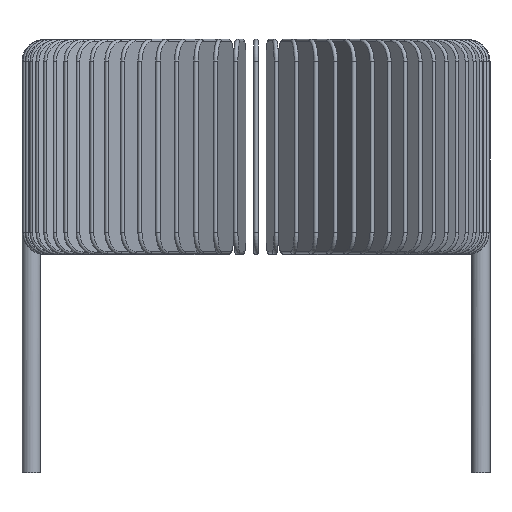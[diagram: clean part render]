
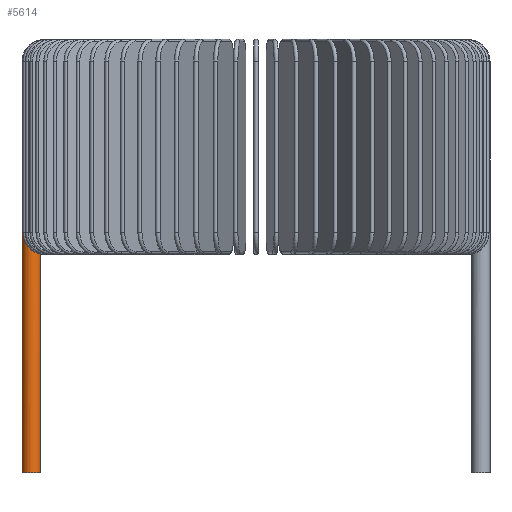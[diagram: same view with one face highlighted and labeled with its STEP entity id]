
A CAD part, top view. The second image highlights one B-rep face of the part: STEP entity #5614.
In plain terms, the highlighted cylindrical face has radius 0.533 mm (diameter 1.067 mm), a partial arc.
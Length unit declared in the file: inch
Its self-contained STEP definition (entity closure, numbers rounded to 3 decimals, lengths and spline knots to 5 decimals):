
#5365=DIRECTION('',(0.,-1.,0.));
#5366=VECTOR('',#5365,0.562);
#5367=CARTESIAN_POINT('',(-0.536,0.062,0.));
#5368=LINE('',#5367,#5366);
#5409=DIRECTION('',(0.,1.,0.));
#5410=VECTOR('',#5409,0.05617);
#5411=CARTESIAN_POINT('',(-0.4946,0.00583,0.005));
#5412=LINE('',#5411,#5410);
#5413=CARTESIAN_POINT('',(-0.515,0.062,0.));
#5414=DIRECTION('',(0.,1.,0.));
#5415=DIRECTION('',(-1.,0.,0.));
#5416=AXIS2_PLACEMENT_3D('',#5413,#5414,#5415);
#5482=DIRECTION('',(0.,-1.,0.));
#5483=VECTOR('',#5482,0.50064);
#5484=CARTESIAN_POINT('',(-0.494,0.00064,0.));
#5485=LINE('',#5484,#5483);
#5491=CARTESIAN_POINT('',(-0.515,-0.5,0.));
#5492=DIRECTION('',(0.,1.,0.));
#5493=DIRECTION('',(-1.,0.,0.));
#5494=AXIS2_PLACEMENT_3D('',#5491,#5492,#5493);
#5506=CARTESIAN_POINT('',(-0.494,0.00064,0.));
#5507=CARTESIAN_POINT('',(-0.494,0.00064,0.00041));
#5508=CARTESIAN_POINT('',(-0.49402,0.00075,
0.00119));
#5509=CARTESIAN_POINT('',(-0.49411,0.00115,
0.00222));
#5510=CARTESIAN_POINT('',(-0.49423,0.00178,
0.00317));
#5511=CARTESIAN_POINT('',(-0.49437,0.00262,
0.00396));
#5512=CARTESIAN_POINT('',(-0.4945,0.00361,
0.00455));
#5513=CARTESIAN_POINT('',(-0.49458,0.00469,
0.00492));
#5514=CARTESIAN_POINT('',(-0.4946,0.00545,0.005));
#5515=CARTESIAN_POINT('',(-0.4946,0.00583,0.005));
#5575=CARTESIAN_POINT('',(-0.494,-0.5,0.));
#5576=CARTESIAN_POINT('',(-0.536,-0.5,0.));
#5577=VERTEX_POINT('',#5575);
#5578=VERTEX_POINT('',#5576);
#5579=CARTESIAN_POINT('',(-0.536,0.062,0.));
#5580=VERTEX_POINT('',#5579);
#5582=CARTESIAN_POINT('',(-0.4946,0.062,0.005));
#5584=VERTEX_POINT('',#5582);
#5585=CARTESIAN_POINT('',(-0.4946,0.00583,0.005));
#5586=VERTEX_POINT('',#5585);
#5593=CARTESIAN_POINT('',(-0.494,0.00064,0.));
#5594=VERTEX_POINT('',#5593);
#5595=CARTESIAN_POINT('',(-0.515,0.062,0.));
#5596=DIRECTION('',(0.,1.,0.));
#5597=DIRECTION('',(1.,0.,0.));
#5598=AXIS2_PLACEMENT_3D('',#5595,#5596,#5597);
#5599=CYLINDRICAL_SURFACE('',#5598,0.021);
#5601=ORIENTED_EDGE('',*,*,#5600,.F.);
#5603=ORIENTED_EDGE('',*,*,#5602,.F.);
#5605=ORIENTED_EDGE('',*,*,#5604,.T.);
#5607=ORIENTED_EDGE('',*,*,#5606,.F.);
#5609=ORIENTED_EDGE('',*,*,#5608,.F.);
#5611=ORIENTED_EDGE('',*,*,#5610,.T.);
#5612=EDGE_LOOP('',(#5601,#5603,#5605,#5607,#5609,#5611));
#5613=FACE_OUTER_BOUND('',#5612,.F.);
#5417=CIRCLE('',#5416,0.021);
#5495=CIRCLE('',#5494,0.021);
#5516=B_SPLINE_CURVE_WITH_KNOTS('',3,(#5506,#5507,#5508,#5509,#5510,#5511,#5512,
#5513,#5514,#5515),.UNSPECIFIED.,.F.,.F.,(4,1,1,1,1,1,1,4),(0.,
0.14286,0.28571,0.42857,0.57143,
0.71429,0.85714,1.),.UNSPECIFIED.);
#5600=EDGE_CURVE('',#5586,#5584,#5412,.T.);
#5602=EDGE_CURVE('',#5594,#5586,#5516,.T.);
#5604=EDGE_CURVE('',#5594,#5577,#5485,.T.);
#5606=EDGE_CURVE('',#5578,#5577,#5495,.T.);
#5608=EDGE_CURVE('',#5580,#5578,#5368,.T.);
#5610=EDGE_CURVE('',#5580,#5584,#5417,.T.);
#5614=ADVANCED_FACE('',(#5613),#5599,.T.);
